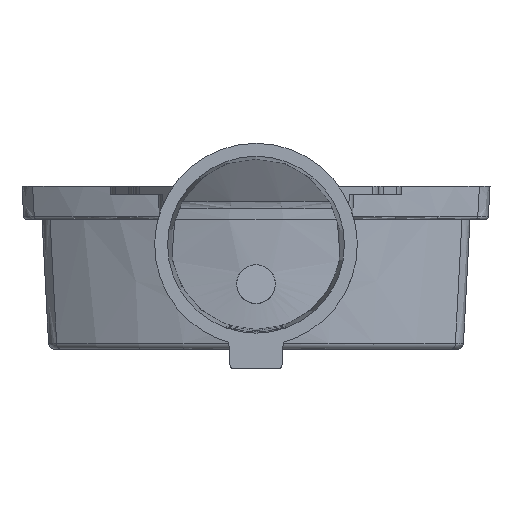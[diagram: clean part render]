
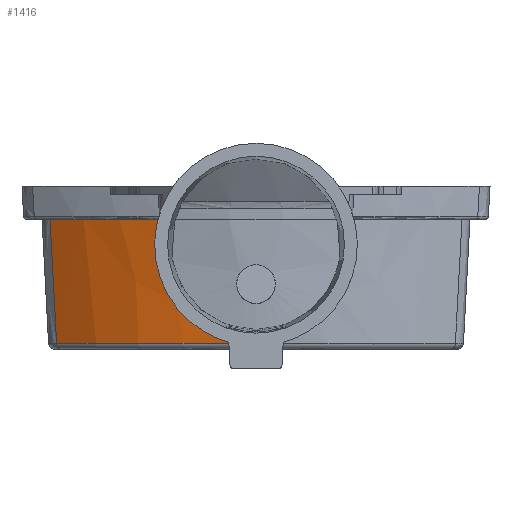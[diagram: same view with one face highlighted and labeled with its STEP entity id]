
A CAD part, left-side view. The second image highlights one B-rep face of the part: STEP entity #1416.
In plain terms, the highlighted conical face has half-angle 3 degrees and reference radius 107.361 mm.
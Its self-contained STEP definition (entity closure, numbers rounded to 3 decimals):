
#580=CONICAL_SURFACE('',#11667,107.361,3.);
#763=FACE_OUTER_BOUND('',#2283,.T.);
#1416=ADVANCED_FACE('',(#763),#580,.T.);
#2283=EDGE_LOOP('',(#5187,#5188,#5189,#5190,#5191,#5192));
#3470=B_SPLINE_CURVE_WITH_KNOTS('',3,(#22715,#22716,#22717,#22718,#22719,
#22720),.UNSPECIFIED.,.F.,.F.,(4,2,4),(0.,0.5,1.),.UNSPECIFIED.);
#3471=B_SPLINE_CURVE_WITH_KNOTS('',3,(#22723,#22724,#22725,#22726,#22727,
#22728,#22729),.UNSPECIFIED.,.F.,.F.,(4,3,4),(0.,0.446,1.),
 .UNSPECIFIED.);
#3472=B_SPLINE_CURVE_WITH_KNOTS('',3,(#22730,#22731,#22732,#22733,#22734,
#22735,#22736),.UNSPECIFIED.,.F.,.F.,(4,3,4),(0.,0.312,1.),
 .UNSPECIFIED.);
#3473=B_SPLINE_CURVE_WITH_KNOTS('',3,(#22740,#22741,#22742,#22743,#22744),
 .UNSPECIFIED.,.F.,.F.,(4,1,4),(0.,0.5,1.),.UNSPECIFIED.);
#3669=CIRCLE('',#11483,108.417);
#3697=CIRCLE('',#11666,106.404);
#5187=ORIENTED_EDGE('',*,*,#9497,.T.);
#5188=ORIENTED_EDGE('',*,*,#9498,.T.);
#5189=ORIENTED_EDGE('',*,*,#8637,.F.);
#5190=ORIENTED_EDGE('',*,*,#9499,.T.);
#5191=ORIENTED_EDGE('',*,*,#9500,.T.);
#5192=ORIENTED_EDGE('',*,*,#9501,.F.);
#7540=VERTEX_POINT('',#14912);
#7541=VERTEX_POINT('',#14914);
#8207=VERTEX_POINT('',#22721);
#8208=VERTEX_POINT('',#22722);
#8209=VERTEX_POINT('',#22737);
#8210=VERTEX_POINT('',#22739);
#8637=EDGE_CURVE('',#7540,#7541,#3669,.T.);
#9497=EDGE_CURVE('',#8207,#8208,#3470,.T.);
#9498=EDGE_CURVE('',#8208,#7541,#3471,.T.);
#9499=EDGE_CURVE('',#7540,#8209,#3472,.T.);
#9500=EDGE_CURVE('',#8209,#8210,#3697,.T.);
#9501=EDGE_CURVE('',#8207,#8210,#3473,.T.);
#11483=AXIS2_PLACEMENT_3D('',#14913,#12429,#12430);
#11666=AXIS2_PLACEMENT_3D('',#22738,#13098,#13099);
#11667=AXIS2_PLACEMENT_3D('',#22745,#13100,#13101);
#12429=DIRECTION('',(0.,0.,1.));
#12430=DIRECTION('',(-0.791,0.611,0.));
#13098=DIRECTION('',(0.,0.,1.));
#13099=DIRECTION('',(-1.,0.,0.));
#13100=DIRECTION('',(0.,0.,1.));
#13101=DIRECTION('',(-1.,0.,0.));
#14912=CARTESIAN_POINT('',(-96.509,63.832,-1.001));
#14913=CARTESIAN_POINT('',(-8.875,0.,-1.001));
#14914=CARTESIAN_POINT('',(-112.888,30.586,-1.001));
#22715=CARTESIAN_POINT('',(-114.992,8.464,-38.442));
#22716=CARTESIAN_POINT('',(-114.596,14.64,-36.604));
#22717=CARTESIAN_POINT('',(-113.798,20.051,-32.798));
#22718=CARTESIAN_POINT('',(-112.572,27.783,-22.618));
#22719=CARTESIAN_POINT('',(-112.217,30.005,-16.394));
#22720=CARTESIAN_POINT('',(-112.498,30.248,-9.95));
#22721=CARTESIAN_POINT('',(-114.992,8.464,-38.442));
#22722=CARTESIAN_POINT('',(-112.498,30.248,-9.95));
#22723=CARTESIAN_POINT('',(-112.498,30.248,-9.95));
#22724=CARTESIAN_POINT('',(-112.556,30.298,-8.619));
#22725=CARTESIAN_POINT('',(-112.614,30.349,-7.288));
#22726=CARTESIAN_POINT('',(-112.672,30.399,-5.957));
#22727=CARTESIAN_POINT('',(-112.744,30.461,-4.305));
#22728=CARTESIAN_POINT('',(-112.816,30.524,-2.653));
#22729=CARTESIAN_POINT('',(-112.888,30.586,-1.001));
#22730=CARTESIAN_POINT('',(-96.509,63.832,-1.001));
#22731=CARTESIAN_POINT('',(-96.406,63.617,-4.994));
#22732=CARTESIAN_POINT('',(-96.303,63.403,-8.987));
#22733=CARTESIAN_POINT('',(-96.2,63.189,-12.98));
#22734=CARTESIAN_POINT('',(-95.972,62.716,-21.788));
#22735=CARTESIAN_POINT('',(-95.744,62.243,-30.597));
#22736=CARTESIAN_POINT('',(-95.514,61.77,-39.406));
#22737=CARTESIAN_POINT('',(-95.514,61.77,-39.406));
#22738=CARTESIAN_POINT('',(-8.875,0.,-39.406));
#22739=CARTESIAN_POINT('',(-114.946,8.414,-39.406));
#22740=CARTESIAN_POINT('',(-115.089,8.569,-36.439));
#22741=CARTESIAN_POINT('',(-115.05,8.527,-37.251));
#22742=CARTESIAN_POINT('',(-114.972,8.442,-38.872));
#22743=CARTESIAN_POINT('',(-114.893,8.357,-40.492));
#22744=CARTESIAN_POINT('',(-114.854,8.314,-41.301));
#22745=CARTESIAN_POINT('',(-8.875,0.,-21.151));
